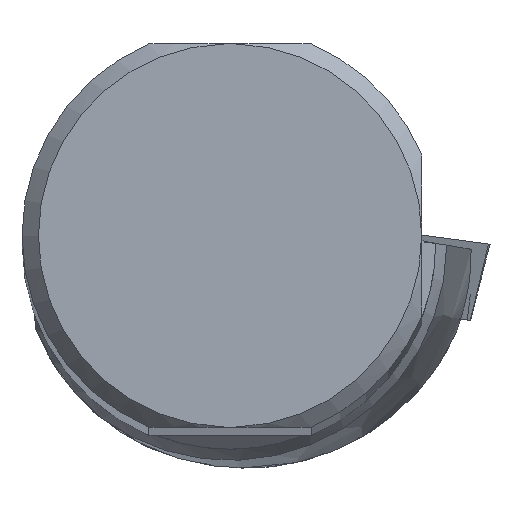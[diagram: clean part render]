
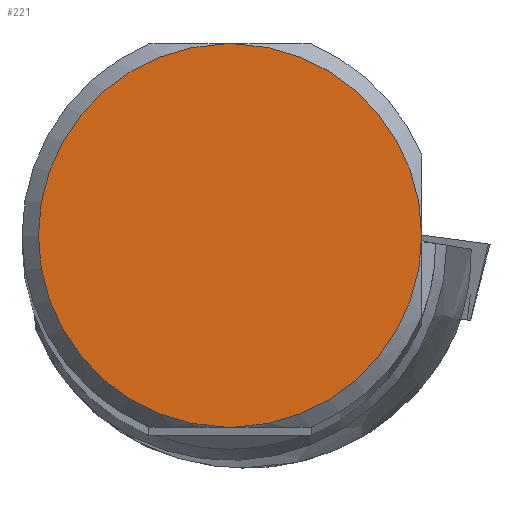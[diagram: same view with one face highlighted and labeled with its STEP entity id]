
A CAD part, top view. The second image highlights one B-rep face of the part: STEP entity #221.
In plain terms, the highlighted planar face has unit normal (0, 0, 1).
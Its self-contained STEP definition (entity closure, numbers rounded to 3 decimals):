
#179=FACE_OUTER_BOUND('',#406,.T.);
#221=ADVANCED_FACE('',(#179),#249,.T.);
#249=PLANE('',#1010);
#290=LINE('',#1605,#335);
#291=LINE('',#1609,#336);
#335=VECTOR('',#1201,1.);
#336=VECTOR('',#1204,1.);
#406=EDGE_LOOP('',(#562,#563,#564,#565));
#562=ORIENTED_EDGE('',*,*,#822,.T.);
#563=ORIENTED_EDGE('',*,*,#823,.F.);
#564=ORIENTED_EDGE('',*,*,#824,.T.);
#565=ORIENTED_EDGE('',*,*,#815,.F.);
#720=VERTEX_POINT('',#1583);
#721=VERTEX_POINT('',#1585);
#723=VERTEX_POINT('',#1606);
#724=VERTEX_POINT('',#1608);
#815=EDGE_CURVE('',#720,#721,#873,.T.);
#822=EDGE_CURVE('',#720,#723,#290,.T.);
#823=EDGE_CURVE('',#724,#723,#875,.T.);
#824=EDGE_CURVE('',#724,#721,#291,.T.);
#873=CIRCLE('',#1004,5.843);
#875=CIRCLE('',#1009,5.843);
#1004=AXIS2_PLACEMENT_3D('',#1584,#1189,#1190);
#1009=AXIS2_PLACEMENT_3D('',#1607,#1202,#1203);
#1010=AXIS2_PLACEMENT_3D('',#1610,#1205,#1206);
#1189=DIRECTION('',(0.,0.,-1.));
#1190=DIRECTION('',(-1.,0.,0.));
#1201=DIRECTION('',(1.,0.,0.));
#1202=DIRECTION('',(0.,0.,-1.));
#1203=DIRECTION('',(-1.,0.,0.));
#1204=DIRECTION('',(-1.,0.,0.));
#1205=DIRECTION('',(0.,0.,1.));
#1206=DIRECTION('',(-1.,0.,0.));
#1583=CARTESIAN_POINT('',(-0.171,-5.84,0.));
#1584=CARTESIAN_POINT('',(0.,0.,0.));
#1585=CARTESIAN_POINT('',(-0.171,5.84,0.));
#1605=CARTESIAN_POINT('',(-6.838,-5.84,0.));
#1606=CARTESIAN_POINT('',(0.171,-5.84,0.));
#1607=CARTESIAN_POINT('',(0.,0.,0.));
#1608=CARTESIAN_POINT('',(0.171,5.84,0.));
#1609=CARTESIAN_POINT('',(5.848,5.84,0.));
#1610=CARTESIAN_POINT('',(0.,0.,
0.));
